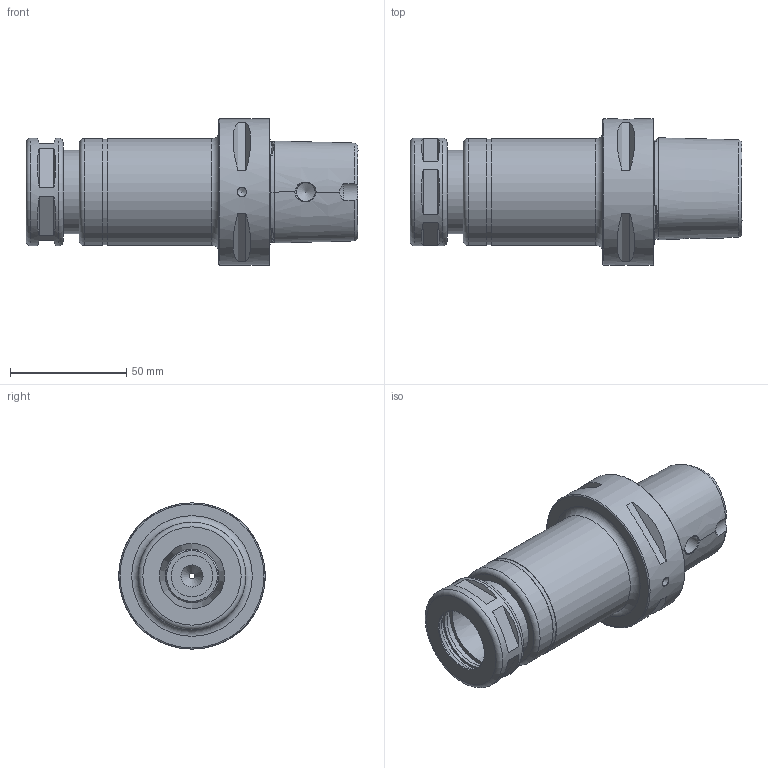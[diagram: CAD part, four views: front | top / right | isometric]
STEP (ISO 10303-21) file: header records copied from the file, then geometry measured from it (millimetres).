
FILE_DESCRIPTION((''),'2;1');
FILE_NAME('670000622105-3D.stp','2021-02-01T10:53:51',('nttooll'),(''),'Autodesk Inventor 2012','Autodesk Inventor 2012','');
FILE_SCHEMA(('AUTOMOTIVE_DESIGN { 1 0 10303 214 1 1 1 1 }'));
Length unit declared in the file: millimetre
Products named in the file (1): 670000622105-3D
Bounding box: 143 x 63 x 63 mm (x, y, z)
Volume: 184647.8 mm3; surface area: 41966.4 mm2
Topology: 2 solids, 2 shells, 141 faces, 291 edges, 179 vertices
Faces by surface type: plane 59, cylinder 35, cone 23, torus 12, bspline 12
Full cylindrical faces by diameter (mm): 2.5 x1, 4 x1, 8.1 x3, 8.5 x1, 9 x1, 12 x2, 17.5 x1, 18 x1, 20 x1, 21.8 x1, 21.9 x1, 22.3 x1, 23 x2, 24 x1, 28 x3, 30.4 x1, 32 x1, 32.5 x1, 36 x2, 45.6 x1, 46 x2, 46.3 x1, 63 x1
Entity records: 7025 total; most frequent: CARTESIAN_POINT 4369, DIRECTION 542, ORIENTED_EDGE 426, AXIS2_PLACEMENT_3D 245, EDGE_LOOP 240, EDGE_CURVE 213, VERTEX_POINT 166, FACE_OUTER_BOUND 141
